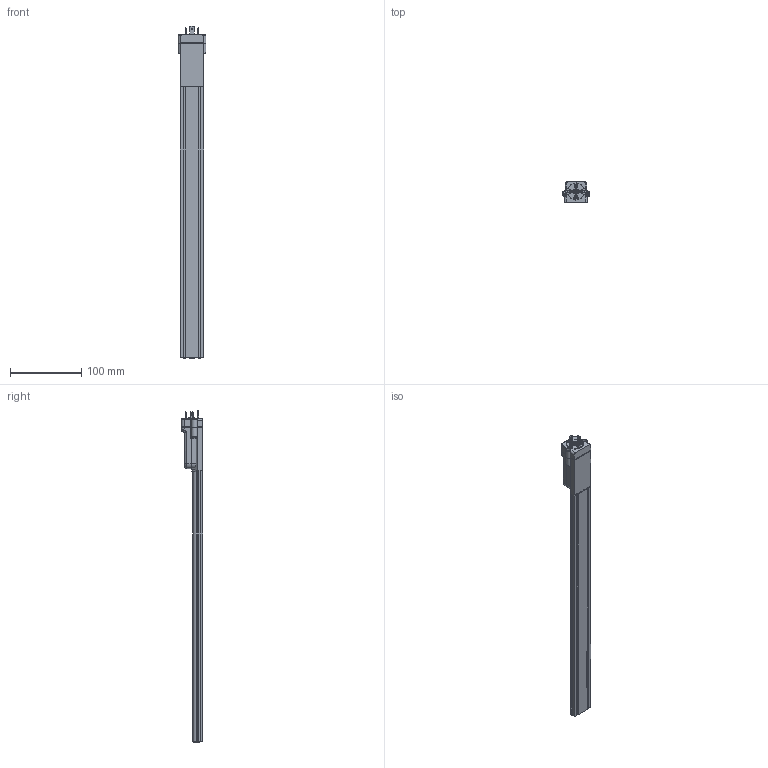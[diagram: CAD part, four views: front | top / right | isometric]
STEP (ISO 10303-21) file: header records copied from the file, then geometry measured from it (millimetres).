
FILE_DESCRIPTION (( 'STEP AP203' ), '1' );
FILE_NAME ('WPG-A-M-0300-E.step', '2021-07-07T10:35:20', ( '' ), ( '' ), 'SwSTEP 2.0', 'SolidWorks 2021', '' );
FILE_SCHEMA (( 'CONFIG_CONTROL_DESIGN' ));
Length unit declared in the file: millimetre
Products named in the file (1): WPG-A-M-0300-E
Bounding box: 39.2 x 30 x 466 mm (x, y, z)
Volume: 148170.8 mm3; surface area: 67199.1 mm2
Topology: 15 solids, 15 shells, 589 faces, 1488 edges, 951 vertices
Faces by surface type: plane 371, cylinder 139, bspline 45, cone 20, torus 10, sphere 4
Entity records: 19913 total; most frequent: CARTESIAN_POINT 5781, ORIENTED_EDGE 2964, DIRECTION 2814, EDGE_CURVE 1482, VECTOR 1020, LINE 1020, VERTEX_POINT 951, AXIS2_PLACEMENT_3D 897
